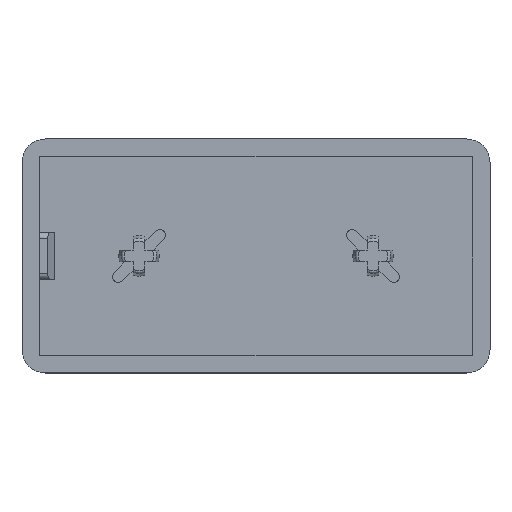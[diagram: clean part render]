
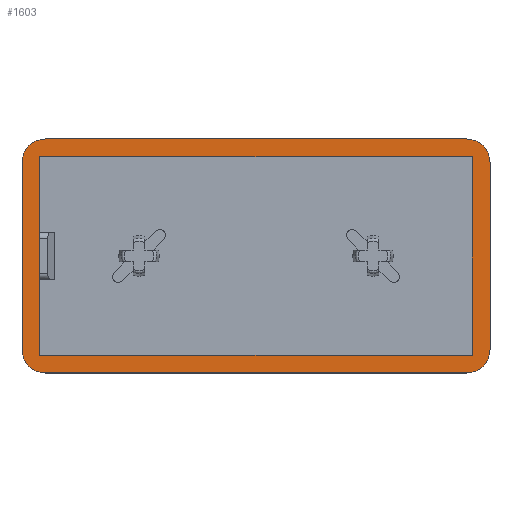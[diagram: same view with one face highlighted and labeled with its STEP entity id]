
A CAD part, top view. The second image highlights one B-rep face of the part: STEP entity #1603.
In plain terms, the highlighted planar face has unit normal (0, 0, 1).
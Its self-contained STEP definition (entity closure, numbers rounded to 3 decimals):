
#23=FACE_BOUND('',#236,.T.);
#39=PLANE('',#1738);
#143=FACE_OUTER_BOUND('',#235,.T.);
#235=EDGE_LOOP('',(#1232,#1233,#1234,#1235,#1236,#1237,#1238,#1239));
#236=EDGE_LOOP('',(#1240,#1241,#1242,#1243,#1244,#1245));
#378=LINE('',#2638,#527);
#382=LINE('',#2645,#531);
#386=LINE('',#2654,#535);
#390=LINE('',#2663,#539);
#394=LINE('',#2672,#543);
#398=LINE('',#2681,#547);
#399=LINE('',#2688,#548);
#400=LINE('',#2690,#549);
#401=LINE('',#2691,#550);
#402=LINE('',#2692,#551);
#527=VECTOR('',#2000,1000.);
#531=VECTOR('',#2006,1000.);
#535=VECTOR('',#2012,1000.);
#539=VECTOR('',#2018,1000.);
#543=VECTOR('',#2024,1000.);
#547=VECTOR('',#2030,1000.);
#548=VECTOR('',#2041,1000.);
#549=VECTOR('',#2042,1000.);
#550=VECTOR('',#2043,1000.);
#551=VECTOR('',#2044,1000.);
#623=CIRCLE('',#1739,4.);
#624=CIRCLE('',#1740,4.);
#625=CIRCLE('',#1741,4.);
#626=CIRCLE('',#1742,4.);
#759=VERTEX_POINT('',#2635);
#760=VERTEX_POINT('',#2637);
#761=VERTEX_POINT('',#2641);
#762=VERTEX_POINT('',#2643);
#763=VERTEX_POINT('',#2647);
#766=VERTEX_POINT('',#2652);
#767=VERTEX_POINT('',#2656);
#770=VERTEX_POINT('',#2661);
#771=VERTEX_POINT('',#2665);
#774=VERTEX_POINT('',#2670);
#775=VERTEX_POINT('',#2674);
#778=VERTEX_POINT('',#2679);
#779=VERTEX_POINT('',#2687);
#780=VERTEX_POINT('',#2689);
#940=EDGE_CURVE('',#759,#760,#378,.T.);
#944=EDGE_CURVE('',#762,#761,#382,.T.);
#948=EDGE_CURVE('',#763,#766,#386,.T.);
#952=EDGE_CURVE('',#767,#770,#390,.T.);
#956=EDGE_CURVE('',#771,#774,#394,.T.);
#960=EDGE_CURVE('',#775,#778,#398,.T.);
#961=EDGE_CURVE('',#770,#771,#623,.T.);
#962=EDGE_CURVE('',#774,#775,#624,.T.);
#963=EDGE_CURVE('',#778,#763,#625,.T.);
#964=EDGE_CURVE('',#766,#767,#626,.T.);
#965=EDGE_CURVE('',#779,#762,#399,.T.);
#966=EDGE_CURVE('',#780,#779,#400,.T.);
#967=EDGE_CURVE('',#760,#780,#401,.T.);
#968=EDGE_CURVE('',#761,#759,#402,.T.);
#1232=ORIENTED_EDGE('',*,*,#952,.T.);
#1233=ORIENTED_EDGE('',*,*,#961,.T.);
#1234=ORIENTED_EDGE('',*,*,#956,.T.);
#1235=ORIENTED_EDGE('',*,*,#962,.T.);
#1236=ORIENTED_EDGE('',*,*,#960,.T.);
#1237=ORIENTED_EDGE('',*,*,#963,.T.);
#1238=ORIENTED_EDGE('',*,*,#948,.T.);
#1239=ORIENTED_EDGE('',*,*,#964,.T.);
#1240=ORIENTED_EDGE('',*,*,#944,.F.);
#1241=ORIENTED_EDGE('',*,*,#965,.F.);
#1242=ORIENTED_EDGE('',*,*,#966,.F.);
#1243=ORIENTED_EDGE('',*,*,#967,.F.);
#1244=ORIENTED_EDGE('',*,*,#940,.F.);
#1245=ORIENTED_EDGE('',*,*,#968,.F.);
#1603=ADVANCED_FACE('',(#143,#23),#39,.T.);
#1738=AXIS2_PLACEMENT_3D('',#2682,#2031,#2032);
#1739=AXIS2_PLACEMENT_3D('',#2683,#2033,#2034);
#1740=AXIS2_PLACEMENT_3D('',#2684,#2035,#2036);
#1741=AXIS2_PLACEMENT_3D('',#2685,#2037,#2038);
#1742=AXIS2_PLACEMENT_3D('',#2686,#2039,#2040);
#2000=DIRECTION('',(0.,-1.,0.));
#2006=DIRECTION('',(0.,-1.,0.));
#2012=DIRECTION('',(0.,1.,0.));
#2018=DIRECTION('',(-1.,0.,0.));
#2024=DIRECTION('',(0.,-1.,0.));
#2030=DIRECTION('',(1.,0.,0.));
#2031=DIRECTION('center_axis',(0.,0.,1.));
#2032=DIRECTION('ref_axis',(1.,0.,0.));
#2033=DIRECTION('center_axis',(0.,0.,1.));
#2034=DIRECTION('ref_axis',(1.,0.,0.));
#2035=DIRECTION('center_axis',(0.,0.,1.));
#2036=DIRECTION('ref_axis',(1.,0.,0.));
#2037=DIRECTION('center_axis',(0.,0.,1.));
#2038=DIRECTION('ref_axis',(1.,0.,0.));
#2039=DIRECTION('center_axis',(0.,0.,1.));
#2040=DIRECTION('ref_axis',(1.,0.,0.));
#2041=DIRECTION('',(-1.,0.,0.));
#2042=DIRECTION('',(0.,1.,0.));
#2043=DIRECTION('',(1.,0.,0.));
#2044=DIRECTION('',(0.,-1.,0.));
#2635=CARTESIAN_POINT('',(-17.,-4.,4.));
#2637=CARTESIAN_POINT('',(-17.,-17.,4.));
#2638=CARTESIAN_POINT('',(-17.,17.,4.));
#2641=CARTESIAN_POINT('',(-17.,4.,4.));
#2643=CARTESIAN_POINT('',(-17.,17.,4.));
#2645=CARTESIAN_POINT('',(-17.,17.,4.));
#2647=CARTESIAN_POINT('',(60.,-16.,4.));
#2652=CARTESIAN_POINT('',(60.,16.,4.));
#2654=CARTESIAN_POINT('',(60.,20.,4.));
#2656=CARTESIAN_POINT('',(56.,20.,4.));
#2661=CARTESIAN_POINT('',(-16.,20.,4.));
#2663=CARTESIAN_POINT('',(-20.,20.,4.));
#2665=CARTESIAN_POINT('',(-20.,16.,4.));
#2670=CARTESIAN_POINT('',(-20.,-16.,4.));
#2672=CARTESIAN_POINT('',(-20.,20.,4.));
#2674=CARTESIAN_POINT('',(-16.,-20.,4.));
#2679=CARTESIAN_POINT('',(56.,-20.,4.));
#2681=CARTESIAN_POINT('',(-20.,-20.,4.));
#2682=CARTESIAN_POINT('Origin',(60.,20.,4.));
#2683=CARTESIAN_POINT('Origin',(-16.,16.,4.));
#2684=CARTESIAN_POINT('Origin',(-16.,-16.,4.));
#2685=CARTESIAN_POINT('Origin',(56.,-16.,4.));
#2686=CARTESIAN_POINT('Origin',(56.,16.,4.));
#2687=CARTESIAN_POINT('',(57.,17.,4.));
#2688=CARTESIAN_POINT('',(-17.,17.,4.));
#2689=CARTESIAN_POINT('',(57.,-17.,4.));
#2690=CARTESIAN_POINT('',(57.,17.,4.));
#2691=CARTESIAN_POINT('',(-17.,-17.,4.));
#2692=CARTESIAN_POINT('',(-17.,17.,4.));
